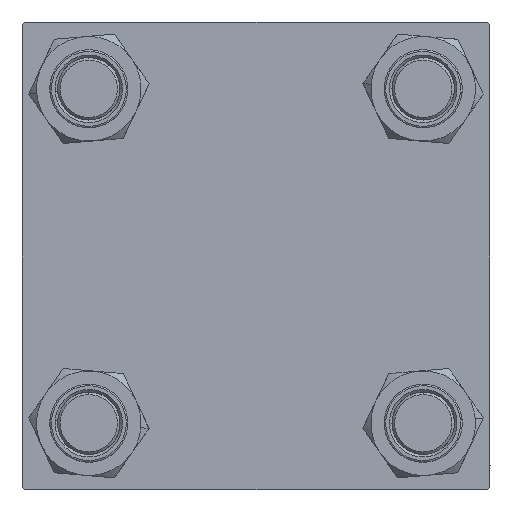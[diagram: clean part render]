
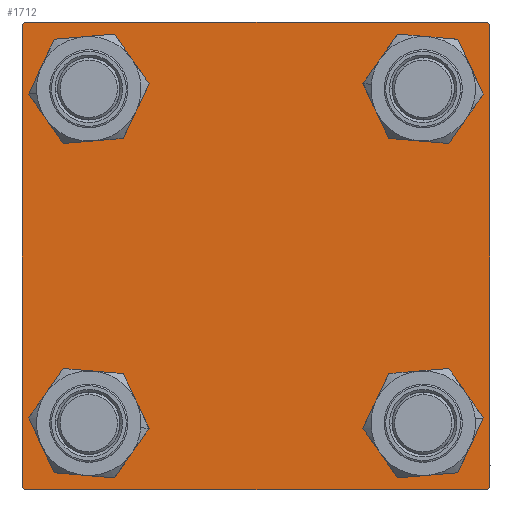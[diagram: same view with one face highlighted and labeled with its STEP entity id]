
A CAD part, left-side view. The second image highlights one B-rep face of the part: STEP entity #1712.
In plain terms, the highlighted planar face has unit normal (-1, 0, 0).
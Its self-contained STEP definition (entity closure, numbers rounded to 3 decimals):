
#263 = EDGE_CURVE ( 'NONE', #30461, #12784, #11558, .T. ) ;
#611 = ORIENTED_EDGE ( 'NONE', *, *, #6001, .T. ) ;
#812 = CARTESIAN_POINT ( 'NONE',  ( 0., -45., 45. ) ) ;
#1042 = CARTESIAN_POINT ( 'NONE',  ( 0., 45., -44.5 ) ) ;
#1327 = FACE_BOUND ( 'NONE', #32796, .T. ) ;
#1399 = VECTOR ( 'NONE', #54423, 1000. ) ;
#1712 = ADVANCED_FACE ( 'NONE', ( #5076, #4517, #1327, #44484, #22065 ), #14288, .T. ) ;
#1725 = CARTESIAN_POINT ( 'NONE',  ( 0., -32.15, 38.65 ) ) ;
#2293 = CIRCLE ( 'NONE', #21567, 6.5 ) ;
#2890 = CARTESIAN_POINT ( 'NONE',  ( 0., 32.15, 25.65 ) ) ;
#3017 = VECTOR ( 'NONE', #34882, 1000. ) ;
#3136 = EDGE_CURVE ( 'NONE', #39762, #7882, #22785, .T. ) ;
#3383 = ORIENTED_EDGE ( 'NONE', *, *, #48137, .F. ) ;
#3691 = CARTESIAN_POINT ( 'NONE',  ( 0., -32.15, -32.15 ) ) ;
#3696 = EDGE_CURVE ( 'NONE', #7332, #13936, #50103, .T. ) ;
#4206 = DIRECTION ( 'NONE',  ( 1., 0., 0. ) ) ;
#4266 = EDGE_CURVE ( 'NONE', #43362, #46498, #24406, .T. ) ;
#4473 = LINE ( 'NONE', #54154, #18144 ) ;
#4517 = FACE_BOUND ( 'NONE', #49723, .T. ) ;
#4776 = ORIENTED_EDGE ( 'NONE', *, *, #33717, .T. ) ;
#5076 = FACE_BOUND ( 'NONE', #13338, .T. ) ;
#6001 = EDGE_CURVE ( 'NONE', #13936, #7332, #34533, .T. ) ;
#6458 = LINE ( 'NONE', #24007, #12214 ) ;
#6541 = CARTESIAN_POINT ( 'NONE',  ( 0., 45., -45. ) ) ;
#6577 = ORIENTED_EDGE ( 'NONE', *, *, #18210, .T. ) ;
#6651 = DIRECTION ( 'NONE',  ( 0., 0., 1. ) ) ;
#7332 = VERTEX_POINT ( 'NONE', #2890 ) ;
#7482 = CARTESIAN_POINT ( 'NONE',  ( 0., -32.15, 25.65 ) ) ;
#7525 = ORIENTED_EDGE ( 'NONE', *, *, #29906, .T. ) ;
#7726 = CARTESIAN_POINT ( 'NONE',  ( 0., 32.15, 38.65 ) ) ;
#7882 = VERTEX_POINT ( 'NONE', #1042 ) ;
#7890 = AXIS2_PLACEMENT_3D ( 'NONE', #23629, #50915, #6651 ) ;
#8508 = DIRECTION ( 'NONE',  ( 0., 0., 1. ) ) ;
#9661 = EDGE_CURVE ( 'NONE', #41529, #12784, #4473, .T. ) ;
#10340 = CARTESIAN_POINT ( 'NONE',  ( 0., 32.15, -32.15 ) ) ;
#10669 = DIRECTION ( 'NONE',  ( 0., -0.707, -0.707 ) ) ;
#10672 = VECTOR ( 'NONE', #11287, 1000. ) ;
#10712 = AXIS2_PLACEMENT_3D ( 'NONE', #11978, #34111, #8508 ) ;
#10828 = ORIENTED_EDGE ( 'NONE', *, *, #4266, .T. ) ;
#10839 = AXIS2_PLACEMENT_3D ( 'NONE', #3691, #16336, #47673 ) ;
#11243 = LINE ( 'NONE', #42002, #54167 ) ;
#11287 = DIRECTION ( 'NONE',  ( 0., 0.707, 0.707 ) ) ;
#11558 = LINE ( 'NONE', #28237, #10672 ) ;
#11978 = CARTESIAN_POINT ( 'NONE',  ( 0., 32.15, 32.15 ) ) ;
#12214 = VECTOR ( 'NONE', #41560, 1000. ) ;
#12222 = CARTESIAN_POINT ( 'NONE',  ( 0., 32.15, 32.15 ) ) ;
#12784 = VERTEX_POINT ( 'NONE', #13876 ) ;
#13338 = EDGE_LOOP ( 'NONE', ( #14741, #10828 ) ) ;
#13604 = LINE ( 'NONE', #48100, #3017 ) ;
#13775 = LINE ( 'NONE', #812, #26192 ) ;
#13876 = CARTESIAN_POINT ( 'NONE',  ( 0., -44.5, 45. ) ) ;
#13936 = VERTEX_POINT ( 'NONE', #7726 ) ;
#14288 = PLANE ( 'NONE',  #32621 ) ;
#14741 = ORIENTED_EDGE ( 'NONE', *, *, #40332, .T. ) ;
#14842 = DIRECTION ( 'NONE',  ( 1., 0., 0. ) ) ;
#15843 = AXIS2_PLACEMENT_3D ( 'NONE', #32957, #14842, #50762 ) ;
#16336 = DIRECTION ( 'NONE',  ( 1., 0., 0. ) ) ;
#17729 = DIRECTION ( 'NONE',  ( 0., 0., 1. ) ) ;
#18144 = VECTOR ( 'NONE', #23370, 1000. ) ;
#18210 = EDGE_CURVE ( 'NONE', #50043, #56557, #54005, .T. ) ;
#21020 = VECTOR ( 'NONE', #41922, 1000. ) ;
#21259 = CARTESIAN_POINT ( 'NONE',  ( 0., -32.15, -25.65 ) ) ;
#21567 = AXIS2_PLACEMENT_3D ( 'NONE', #34973, #4206, #38744 ) ;
#22065 = FACE_OUTER_BOUND ( 'NONE', #46677, .T. ) ;
#22375 = EDGE_CURVE ( 'NONE', #7882, #50043, #11243, .T. ) ;
#22785 = LINE ( 'NONE', #23652, #1399 ) ;
#22917 = DIRECTION ( 'NONE',  ( -1., 0., 0. ) ) ;
#23370 = DIRECTION ( 'NONE',  ( 0., -1., 0. ) ) ;
#23629 = CARTESIAN_POINT ( 'NONE',  ( 0., -32.15, 32.15 ) ) ;
#23652 = CARTESIAN_POINT ( 'NONE',  ( 0., 45., 45. ) ) ;
#24007 = CARTESIAN_POINT ( 'NONE',  ( 0., 44.75, 44.75 ) ) ;
#24156 = AXIS2_PLACEMENT_3D ( 'NONE', #10340, #49721, #54328 ) ;
#24406 = CIRCLE ( 'NONE', #7890, 6.5 ) ;
#24935 = ORIENTED_EDGE ( 'NONE', *, *, #263, .T. ) ;
#25293 = AXIS2_PLACEMENT_3D ( 'NONE', #12222, #41953, #28427 ) ;
#25971 = CIRCLE ( 'NONE', #27828, 6.5 ) ;
#26192 = VECTOR ( 'NONE', #31595, 1000. ) ;
#27828 = AXIS2_PLACEMENT_3D ( 'NONE', #31036, #56936, #35067 ) ;
#28057 = ORIENTED_EDGE ( 'NONE', *, *, #34628, .T. ) ;
#28237 = CARTESIAN_POINT ( 'NONE',  ( 0., -44.75, 44.75 ) ) ;
#28251 = ORIENTED_EDGE ( 'NONE', *, *, #3136, .T. ) ;
#28427 = DIRECTION ( 'NONE',  ( 0., 0., 1. ) ) ;
#29906 = EDGE_CURVE ( 'NONE', #51484, #31916, #42488, .T. ) ;
#30461 = VERTEX_POINT ( 'NONE', #34711 ) ;
#31036 = CARTESIAN_POINT ( 'NONE',  ( 0., 32.15, -32.15 ) ) ;
#31595 = DIRECTION ( 'NONE',  ( 0., 0., -1. ) ) ;
#31746 = EDGE_LOOP ( 'NONE', ( #611, #33041 ) ) ;
#31916 = VERTEX_POINT ( 'NONE', #56725 ) ;
#32189 = EDGE_CURVE ( 'NONE', #40426, #55842, #25971, .T. ) ;
#32252 = EDGE_CURVE ( 'NONE', #55842, #40426, #32397, .T. ) ;
#32397 = CIRCLE ( 'NONE', #24156, 6.5 ) ;
#32621 = AXIS2_PLACEMENT_3D ( 'NONE', #44204, #22917, #17729 ) ;
#32796 = EDGE_LOOP ( 'NONE', ( #53312, #36479 ) ) ;
#32957 = CARTESIAN_POINT ( 'NONE',  ( 0., -32.15, -32.15 ) ) ;
#33041 = ORIENTED_EDGE ( 'NONE', *, *, #3696, .T. ) ;
#33717 = EDGE_CURVE ( 'NONE', #41529, #39762, #6458, .T. ) ;
#34111 = DIRECTION ( 'NONE',  ( 1., 0., 0. ) ) ;
#34200 = CARTESIAN_POINT ( 'NONE',  ( 0., 44.5, -45. ) ) ;
#34533 = CIRCLE ( 'NONE', #10712, 6.5 ) ;
#34628 = EDGE_CURVE ( 'NONE', #56557, #39363, #13604, .T. ) ;
#34711 = CARTESIAN_POINT ( 'NONE',  ( 0., -45., 44.5 ) ) ;
#34882 = DIRECTION ( 'NONE',  ( 0., -0.707, 0.707 ) ) ;
#34973 = CARTESIAN_POINT ( 'NONE',  ( 0., -32.15, 32.15 ) ) ;
#35067 = DIRECTION ( 'NONE',  ( 0., 0., 1. ) ) ;
#36479 = ORIENTED_EDGE ( 'NONE', *, *, #32252, .T. ) ;
#37172 = CARTESIAN_POINT ( 'NONE',  ( 0., 32.15, -38.65 ) ) ;
#37553 = ORIENTED_EDGE ( 'NONE', *, *, #9661, .F. ) ;
#38744 = DIRECTION ( 'NONE',  ( 0., 0., 1. ) ) ;
#38849 = CARTESIAN_POINT ( 'NONE',  ( 0., -45., -44.5 ) ) ;
#39024 = CARTESIAN_POINT ( 'NONE',  ( 0., 32.15, -25.65 ) ) ;
#39363 = VERTEX_POINT ( 'NONE', #38849 ) ;
#39762 = VERTEX_POINT ( 'NONE', #55611 ) ;
#40332 = EDGE_CURVE ( 'NONE', #46498, #43362, #2293, .T. ) ;
#40426 = VERTEX_POINT ( 'NONE', #39024 ) ;
#40950 = CARTESIAN_POINT ( 'NONE',  ( 0., 44.5, 45. ) ) ;
#41529 = VERTEX_POINT ( 'NONE', #40950 ) ;
#41560 = DIRECTION ( 'NONE',  ( 0., 0.707, -0.707 ) ) ;
#41922 = DIRECTION ( 'NONE',  ( 0., -1., 0. ) ) ;
#41953 = DIRECTION ( 'NONE',  ( 1., 0., 0. ) ) ;
#42002 = CARTESIAN_POINT ( 'NONE',  ( 0., 44.75, -44.75 ) ) ;
#42488 = CIRCLE ( 'NONE', #15843, 6.5 ) ;
#43362 = VERTEX_POINT ( 'NONE', #7482 ) ;
#43913 = ORIENTED_EDGE ( 'NONE', *, *, #54147, .T. ) ;
#44204 = CARTESIAN_POINT ( 'NONE',  ( 0., 0., 0. ) ) ;
#44484 = FACE_BOUND ( 'NONE', #31746, .T. ) ;
#44808 = CIRCLE ( 'NONE', #10839, 6.5 ) ;
#45406 = ORIENTED_EDGE ( 'NONE', *, *, #22375, .T. ) ;
#45647 = CARTESIAN_POINT ( 'NONE',  ( 0., -44.5, -45. ) ) ;
#46498 = VERTEX_POINT ( 'NONE', #1725 ) ;
#46677 = EDGE_LOOP ( 'NONE', ( #28251, #45406, #6577, #28057, #3383, #24935, #37553, #4776 ) ) ;
#47673 = DIRECTION ( 'NONE',  ( 0., 0., 1. ) ) ;
#48100 = CARTESIAN_POINT ( 'NONE',  ( 0., -44.75, -44.75 ) ) ;
#48137 = EDGE_CURVE ( 'NONE', #30461, #39363, #13775, .T. ) ;
#49721 = DIRECTION ( 'NONE',  ( 1., 0., 0. ) ) ;
#49723 = EDGE_LOOP ( 'NONE', ( #7525, #43913 ) ) ;
#50043 = VERTEX_POINT ( 'NONE', #34200 ) ;
#50103 = CIRCLE ( 'NONE', #25293, 6.5 ) ;
#50762 = DIRECTION ( 'NONE',  ( 0., 0., 1. ) ) ;
#50915 = DIRECTION ( 'NONE',  ( 1., 0., 0. ) ) ;
#51484 = VERTEX_POINT ( 'NONE', #21259 ) ;
#53312 = ORIENTED_EDGE ( 'NONE', *, *, #32189, .T. ) ;
#54005 = LINE ( 'NONE', #6541, #21020 ) ;
#54147 = EDGE_CURVE ( 'NONE', #31916, #51484, #44808, .T. ) ;
#54154 = CARTESIAN_POINT ( 'NONE',  ( 0., 45., 45. ) ) ;
#54167 = VECTOR ( 'NONE', #10669, 1000. ) ;
#54328 = DIRECTION ( 'NONE',  ( 0., 0., 1. ) ) ;
#54423 = DIRECTION ( 'NONE',  ( 0., 0., -1. ) ) ;
#55611 = CARTESIAN_POINT ( 'NONE',  ( 0., 45., 44.5 ) ) ;
#55842 = VERTEX_POINT ( 'NONE', #37172 ) ;
#56557 = VERTEX_POINT ( 'NONE', #45647 ) ;
#56725 = CARTESIAN_POINT ( 'NONE',  ( 0., -32.15, -38.65 ) ) ;
#56936 = DIRECTION ( 'NONE',  ( 1., 0., 0. ) ) ;
